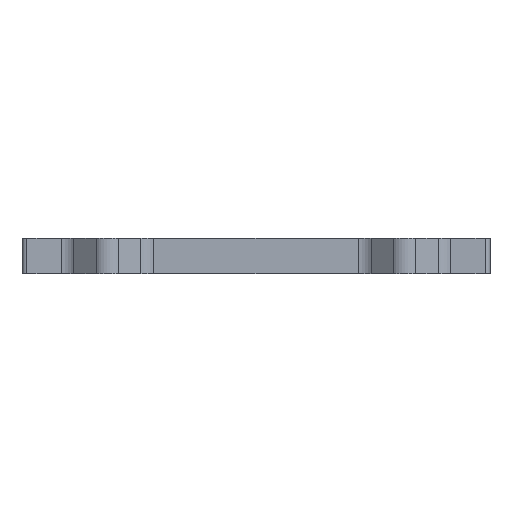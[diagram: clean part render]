
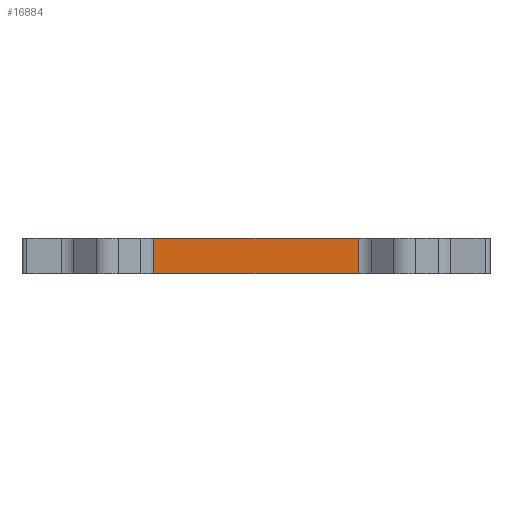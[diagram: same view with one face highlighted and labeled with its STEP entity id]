
A CAD part, front view. The second image highlights one B-rep face of the part: STEP entity #16884.
In plain terms, the highlighted planar face has unit normal (0, -1, 0).
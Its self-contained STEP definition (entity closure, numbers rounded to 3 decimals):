
#642 = DIRECTION ( 'NONE',  ( 0., -1., 0. ) ) ;
#734 = ORIENTED_EDGE ( 'NONE', *, *, #17917, .T. ) ;
#2095 = CARTESIAN_POINT ( 'NONE',  ( 0., -69.1, 4.5 ) ) ;
#2240 = CARTESIAN_POINT ( 'NONE',  ( 26.23, -69.1, 4.5 ) ) ;
#2570 = CARTESIAN_POINT ( 'NONE',  ( 26.23, -69.1, -4.5 ) ) ;
#2811 = ORIENTED_EDGE ( 'NONE', *, *, #12665, .T. ) ;
#2868 = FACE_OUTER_BOUND ( 'NONE', #12289, .T. ) ;
#3017 = LINE ( 'NONE', #14997, #18277 ) ;
#5246 = DIRECTION ( 'NONE',  ( -1., 0., 0. ) ) ;
#5562 = VECTOR ( 'NONE', #5246, 1000. ) ;
#5639 = CARTESIAN_POINT ( 'NONE',  ( 26.23, -69.1, 4.5 ) ) ;
#6158 = VERTEX_POINT ( 'NONE', #15521 ) ;
#6487 = VERTEX_POINT ( 'NONE', #2570 ) ;
#7471 = VECTOR ( 'NONE', #12342, 1000. ) ;
#8153 = AXIS2_PLACEMENT_3D ( 'NONE', #2095, #642, #10992 ) ;
#8593 = VECTOR ( 'NONE', #18397, 1000. ) ;
#8656 = CARTESIAN_POINT ( 'NONE',  ( -26.23, -69.1, -4.5 ) ) ;
#9441 = ORIENTED_EDGE ( 'NONE', *, *, #16964, .F. ) ;
#9487 = LINE ( 'NONE', #16997, #5562 ) ;
#10992 = DIRECTION ( 'NONE',  ( 1., 0., 0. ) ) ;
#12289 = EDGE_LOOP ( 'NONE', ( #15252, #734, #9441, #2811 ) ) ;
#12342 = DIRECTION ( 'NONE',  ( -1., 0., 0. ) ) ;
#12665 = EDGE_CURVE ( 'NONE', #6487, #17781, #15811, .T. ) ;
#13577 = DIRECTION ( 'NONE',  ( 0., 0., -1. ) ) ;
#13871 = EDGE_CURVE ( 'NONE', #17781, #6158, #9487, .T. ) ;
#14997 = CARTESIAN_POINT ( 'NONE',  ( -26.23, -69.1, -4.5 ) ) ;
#15209 = PLANE ( 'NONE',  #8153 ) ;
#15252 = ORIENTED_EDGE ( 'NONE', *, *, #13871, .T. ) ;
#15394 = CARTESIAN_POINT ( 'NONE',  ( 0., -69.1, -4.5 ) ) ;
#15521 = CARTESIAN_POINT ( 'NONE',  ( -26.23, -69.1, 4.5 ) ) ;
#15811 = LINE ( 'NONE', #2240, #8593 ) ;
#16667 = VERTEX_POINT ( 'NONE', #8656 ) ;
#16884 = ADVANCED_FACE ( 'NONE', ( #2868 ), #15209, .T. ) ;
#16964 = EDGE_CURVE ( 'NONE', #6487, #16667, #17668, .T. ) ;
#16997 = CARTESIAN_POINT ( 'NONE',  ( 0., -69.1, 4.5 ) ) ;
#17668 = LINE ( 'NONE', #15394, #7471 ) ;
#17781 = VERTEX_POINT ( 'NONE', #5639 ) ;
#17917 = EDGE_CURVE ( 'NONE', #6158, #16667, #3017, .T. ) ;
#18277 = VECTOR ( 'NONE', #13577, 1000. ) ;
#18397 = DIRECTION ( 'NONE',  ( 0., 0., 1. ) ) ;
